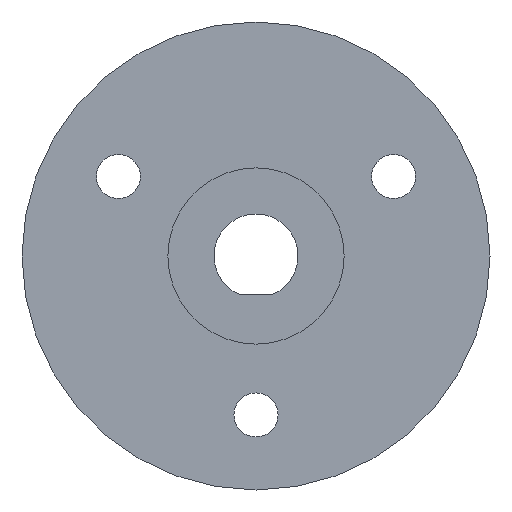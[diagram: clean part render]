
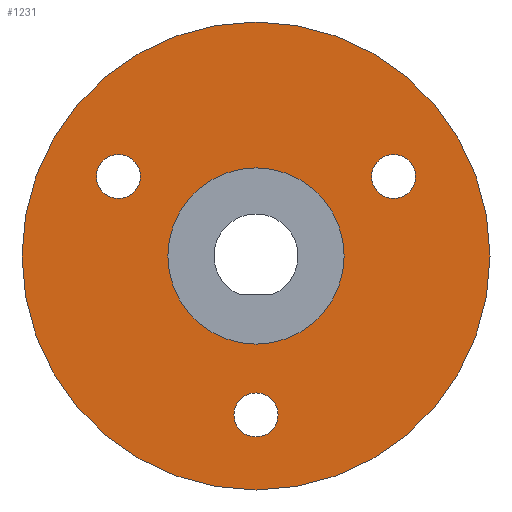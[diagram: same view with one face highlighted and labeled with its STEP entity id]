
A CAD part, front view. The second image highlights one B-rep face of the part: STEP entity #1231.
In plain terms, the highlighted planar face has unit normal (0, -1, 0).
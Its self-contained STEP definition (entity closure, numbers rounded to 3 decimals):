
#14 = CIRCLE ( 'NONE', #1201, 1.6 ) ;
#18 = CARTESIAN_POINT ( 'NONE',  ( 0., 0., -11.547 ) ) ;
#32 = ORIENTED_EDGE ( 'NONE', *, *, #387, .F. ) ;
#33 = DIRECTION ( 'NONE',  ( 0., -1., 0. ) ) ;
#58 = EDGE_CURVE ( 'NONE', #1022, #679, #14, .T. ) ;
#64 = EDGE_LOOP ( 'NONE', ( #799, #126 ) ) ;
#95 = AXIS2_PLACEMENT_3D ( 'NONE', #1233, #33, #116 ) ;
#98 = DIRECTION ( 'NONE',  ( 0., 0., -1. ) ) ;
#116 = DIRECTION ( 'NONE',  ( 0., 0., -1. ) ) ;
#126 = ORIENTED_EDGE ( 'NONE', *, *, #58, .F. ) ;
#128 = DIRECTION ( 'NONE',  ( 0., 0., -1. ) ) ;
#139 = CIRCLE ( 'NONE', #849, 17. ) ;
#146 = CARTESIAN_POINT ( 'NONE',  ( 0., 0., 6.4 ) ) ;
#166 = VERTEX_POINT ( 'NONE', #955 ) ;
#205 = CARTESIAN_POINT ( 'NONE',  ( -10., 0., 4.174 ) ) ;
#220 = AXIS2_PLACEMENT_3D ( 'NONE', #918, #1223, #427 ) ;
#250 = CARTESIAN_POINT ( 'NONE',  ( 0., 0., -9.947 ) ) ;
#278 = CARTESIAN_POINT ( 'NONE',  ( 0., 0., -11.547 ) ) ;
#298 = DIRECTION ( 'NONE',  ( 0., 0., -1. ) ) ;
#299 = VERTEX_POINT ( 'NONE', #572 ) ;
#322 = CIRCLE ( 'NONE', #430, 6.4 ) ;
#326 = CARTESIAN_POINT ( 'NONE',  ( 10., 0., 7.374 ) ) ;
#330 = DIRECTION ( 'NONE',  ( 0., 0., -1. ) ) ;
#336 = CARTESIAN_POINT ( 'NONE',  ( -10., 0., 7.374 ) ) ;
#346 = AXIS2_PLACEMENT_3D ( 'NONE', #1021, #825, #834 ) ;
#348 = CIRCLE ( 'NONE', #963, 1.6 ) ;
#362 = EDGE_LOOP ( 'NONE', ( #1059, #32 ) ) ;
#387 = EDGE_CURVE ( 'NONE', #166, #878, #637, .T. ) ;
#397 = DIRECTION ( 'NONE',  ( 0., 0., -1. ) ) ;
#408 = CIRCLE ( 'NONE', #575, 1.6 ) ;
#427 = DIRECTION ( 'NONE',  ( 0., 0., -1. ) ) ;
#430 = AXIS2_PLACEMENT_3D ( 'NONE', #506, #974, #1207 ) ;
#446 = FACE_OUTER_BOUND ( 'NONE', #1291, .T. ) ;
#506 = CARTESIAN_POINT ( 'NONE',  ( 0., 0., 0. ) ) ;
#543 = FACE_BOUND ( 'NONE', #362, .T. ) ;
#552 = EDGE_CURVE ( 'NONE', #664, #1191, #322, .T. ) ;
#553 = CIRCLE ( 'NONE', #829, 17. ) ;
#572 = CARTESIAN_POINT ( 'NONE',  ( 10., 0., 4.174 ) ) ;
#575 = AXIS2_PLACEMENT_3D ( 'NONE', #278, #1190, #298 ) ;
#592 = CARTESIAN_POINT ( 'NONE',  ( 10., 0., 5.774 ) ) ;
#593 = DIRECTION ( 'NONE',  ( 0., 0., -1. ) ) ;
#595 = CIRCLE ( 'NONE', #346, 6.4 ) ;
#625 = CARTESIAN_POINT ( 'NONE',  ( 0., 0., -17. ) ) ;
#626 = ORIENTED_EDGE ( 'NONE', *, *, #1275, .F. ) ;
#627 = FACE_BOUND ( 'NONE', #1076, .T. ) ;
#637 = CIRCLE ( 'NONE', #789, 1.6 ) ;
#664 = VERTEX_POINT ( 'NONE', #923 ) ;
#671 = VERTEX_POINT ( 'NONE', #1220 ) ;
#672 = VERTEX_POINT ( 'NONE', #326 ) ;
#679 = VERTEX_POINT ( 'NONE', #336 ) ;
#714 = ORIENTED_EDGE ( 'NONE', *, *, #1126, .F. ) ;
#717 = ORIENTED_EDGE ( 'NONE', *, *, #1056, .T. ) ;
#735 = VERTEX_POINT ( 'NONE', #625 ) ;
#738 = PLANE ( 'NONE',  #807 ) ;
#745 = CIRCLE ( 'NONE', #95, 1.6 ) ;
#789 = AXIS2_PLACEMENT_3D ( 'NONE', #18, #874, #593 ) ;
#799 = ORIENTED_EDGE ( 'NONE', *, *, #1085, .F. ) ;
#807 = AXIS2_PLACEMENT_3D ( 'NONE', #1142, #1112, #128 ) ;
#825 = DIRECTION ( 'NONE',  ( 0., -1., 0. ) ) ;
#829 = AXIS2_PLACEMENT_3D ( 'NONE', #904, #999, #1119 ) ;
#834 = DIRECTION ( 'NONE',  ( 0., 0., -1. ) ) ;
#840 = ORIENTED_EDGE ( 'NONE', *, *, #1024, .F. ) ;
#849 = AXIS2_PLACEMENT_3D ( 'NONE', #1242, #1213, #330 ) ;
#874 = DIRECTION ( 'NONE',  ( 0., -1., 0. ) ) ;
#878 = VERTEX_POINT ( 'NONE', #250 ) ;
#904 = CARTESIAN_POINT ( 'NONE',  ( 0., 0., 0. ) ) ;
#911 = FACE_BOUND ( 'NONE', #921, .T. ) ;
#918 = CARTESIAN_POINT ( 'NONE',  ( 10., 0., 5.774 ) ) ;
#921 = EDGE_LOOP ( 'NONE', ( #626, #840 ) ) ;
#923 = CARTESIAN_POINT ( 'NONE',  ( 0., 0., -6.4 ) ) ;
#955 = CARTESIAN_POINT ( 'NONE',  ( 0., 0., -13.147 ) ) ;
#963 = AXIS2_PLACEMENT_3D ( 'NONE', #592, #985, #98 ) ;
#974 = DIRECTION ( 'NONE',  ( 0., -1., 0. ) ) ;
#985 = DIRECTION ( 'NONE',  ( 0., -1., 0. ) ) ;
#991 = EDGE_CURVE ( 'NONE', #878, #166, #408, .T. ) ;
#992 = CARTESIAN_POINT ( 'NONE',  ( -10., 0., 5.774 ) ) ;
#999 = DIRECTION ( 'NONE',  ( 0., -1., 0. ) ) ;
#1004 = DIRECTION ( 'NONE',  ( 0., -1., 0. ) ) ;
#1021 = CARTESIAN_POINT ( 'NONE',  ( 0., 0., 0. ) ) ;
#1022 = VERTEX_POINT ( 'NONE', #205 ) ;
#1024 = EDGE_CURVE ( 'NONE', #299, #672, #348, .T. ) ;
#1039 = ORIENTED_EDGE ( 'NONE', *, *, #552, .F. ) ;
#1056 = EDGE_CURVE ( 'NONE', #671, #735, #553, .T. ) ;
#1059 = ORIENTED_EDGE ( 'NONE', *, *, #991, .F. ) ;
#1076 = EDGE_LOOP ( 'NONE', ( #1039, #714 ) ) ;
#1085 = EDGE_CURVE ( 'NONE', #679, #1022, #745, .T. ) ;
#1086 = CIRCLE ( 'NONE', #220, 1.6 ) ;
#1112 = DIRECTION ( 'NONE',  ( 0., -1., 0. ) ) ;
#1119 = DIRECTION ( 'NONE',  ( 0., 0., -1. ) ) ;
#1123 = FACE_BOUND ( 'NONE', #64, .T. ) ;
#1126 = EDGE_CURVE ( 'NONE', #1191, #664, #595, .T. ) ;
#1142 = CARTESIAN_POINT ( 'NONE',  ( 0., 0., 0. ) ) ;
#1190 = DIRECTION ( 'NONE',  ( 0., -1., 0. ) ) ;
#1191 = VERTEX_POINT ( 'NONE', #146 ) ;
#1201 = AXIS2_PLACEMENT_3D ( 'NONE', #992, #1004, #397 ) ;
#1207 = DIRECTION ( 'NONE',  ( 0., 0., -1. ) ) ;
#1213 = DIRECTION ( 'NONE',  ( 0., -1., 0. ) ) ;
#1220 = CARTESIAN_POINT ( 'NONE',  ( 0., 0., 17. ) ) ;
#1223 = DIRECTION ( 'NONE',  ( 0., -1., 0. ) ) ;
#1231 = ADVANCED_FACE ( 'NONE', ( #911, #1123, #543, #446, #627 ), #738, .T. ) ;
#1233 = CARTESIAN_POINT ( 'NONE',  ( -10., 0., 5.774 ) ) ;
#1242 = CARTESIAN_POINT ( 'NONE',  ( 0., 0., 0. ) ) ;
#1258 = ORIENTED_EDGE ( 'NONE', *, *, #1282, .T. ) ;
#1275 = EDGE_CURVE ( 'NONE', #672, #299, #1086, .T. ) ;
#1282 = EDGE_CURVE ( 'NONE', #735, #671, #139, .T. ) ;
#1291 = EDGE_LOOP ( 'NONE', ( #1258, #717 ) ) ;
